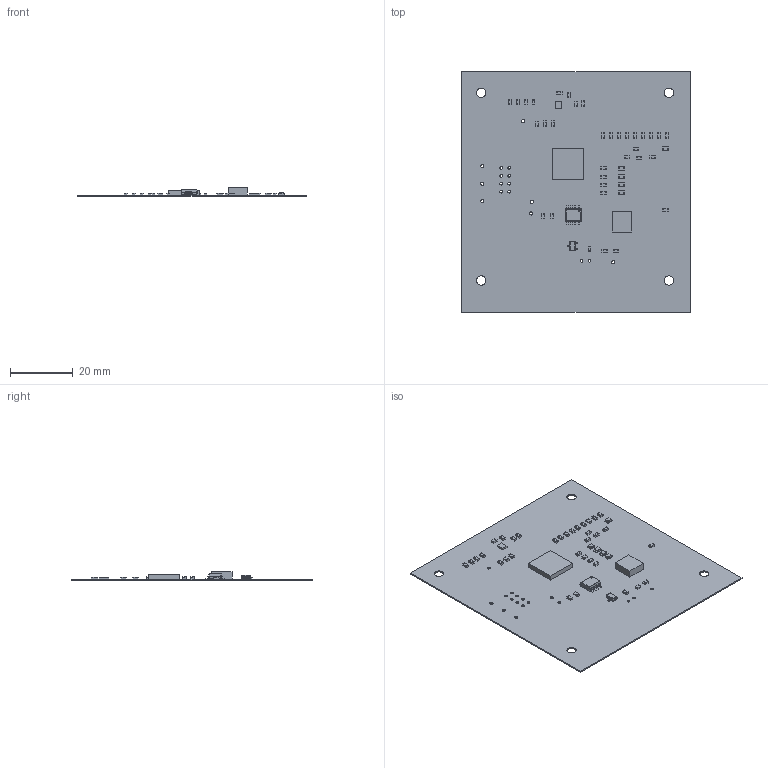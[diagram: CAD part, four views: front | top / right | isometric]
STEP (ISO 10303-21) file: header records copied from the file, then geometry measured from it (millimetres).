
FILE_DESCRIPTION(('Open CASCADE Model'),'2;1');
FILE_NAME('Open CASCADE Shape Model','2019-01-15T20:09:06',('Author'),( 'Open CASCADE'),'Open CASCADE STEP processor 6.8','Open CASCADE 6.8' ,'Unknown');
FILE_SCHEMA(('AUTOMOTIVE_DESIGN { 1 0 10303 214 1 1 1 1 }'));
Length unit declared in the file: millimetre
Products named in the file (81): PCB; Board; R17; 6083179904; Extruded; 6083179712; RT1; 6083181440; 6083181248; R6; R5; R4; C6; 6083180096; 6083180288; C5; Y1; 6326317504; VR1; 6083179136; U2; 6083179328; U1; 6328816576; Open_CASCADE_STEP_translator_6.8_2.1; Body; Open_CASCADE_STEP_translator_6.8_2.2.1; Leader; R16; R15; R14; R13; R12; R11; R8; R10; R9; R7; R3; R2 ...
Assembly tree (191 placements, depth 5):
  PCB
    Board
    R17
      6083179904  x2
        Extruded
      6083179712
        Extruded
    RT1
      6083181440  x2
        Extruded
      6083181248
        Extruded
    R6
      6083181440  x2
        Extruded
      6083181248
        Extruded
    R5
      6083181440  x2
        Extruded
      6083181248
        Extruded
    R4
      6083181440  x2
        Extruded
      6083181248
        Extruded
    C6
      6083180096  x2
        Extruded
      6083180288
        Extruded
    C5
      6083180096  x2
        Extruded
      6083180288
        Extruded
    Y1
      6326317504
        Extruded
    VR1
      6083179136
        Extruded
    U2
      6083179328
        Extruded
    U1
      6328816576
        Open_CASCADE_STEP_translator_6.8_2.1
        Body
          Open_CASCADE_STEP_translator_6.8_2.2.1
        Leader  x8
    R16
      6083179904  x2
        Extruded
      6083179712
        Extruded
    R15
      6083179904  x2
        Extruded
Bounding box: 73.15 x 76.96 x 2.79 mm (x, y, z)
Volume: 2640.5 mm3; surface area: 12227.2 mm2
Topology: 129 solids, 130 shells, 1084 faces, 2197 edges, 1355 vertices
Faces by surface type: plane 925, cylinder 125, sphere 18, bspline 16
Full cylindrical faces by diameter (mm): 0.5 x1, 0.9 x10, 1 x7, 3 x4
Entity records: 10859 total; most frequent: CARTESIAN_POINT 2852, DIRECTION 1510, ORIENTED_EDGE 1117, AXIS2_PLACEMENT_3D 565, EDGE_CURVE 559, LINE 380, VECTOR 380, VERTEX_POINT 323
